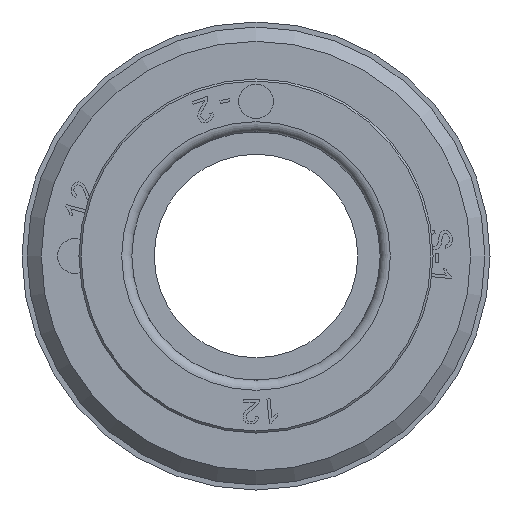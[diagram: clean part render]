
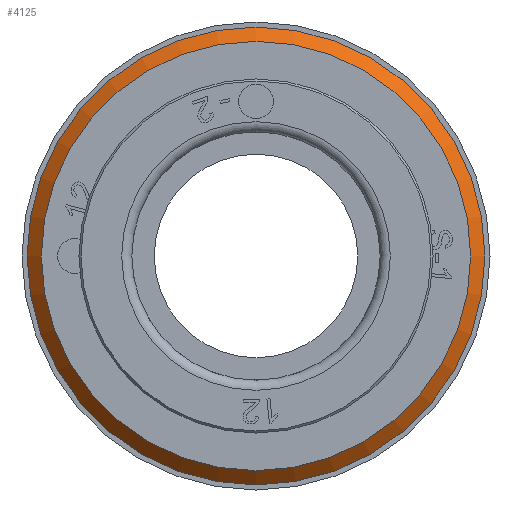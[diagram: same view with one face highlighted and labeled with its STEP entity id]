
A CAD part, left-side view. The second image highlights one B-rep face of the part: STEP entity #4125.
In plain terms, the highlighted conical face has half-angle 45 degrees and reference radius 10.9 mm.
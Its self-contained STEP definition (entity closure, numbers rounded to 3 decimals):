
#24=CONICAL_SURFACE('',#4377,10.9,45.);
#1108=FACE_BOUND('',#1529,.T.);
#1251=FACE_OUTER_BOUND('',#1528,.T.);
#1528=EDGE_LOOP('',(#3187));
#1529=EDGE_LOOP('',(#3188));
#1823=CIRCLE('',#4375,10.55);
#1824=CIRCLE('',#4378,11.25);
#1995=VERTEX_POINT('',#6138);
#1996=VERTEX_POINT('',#6142);
#2456=EDGE_CURVE('',#1995,#1995,#1823,.T.);
#2457=EDGE_CURVE('',#1996,#1996,#1824,.T.);
#3187=ORIENTED_EDGE('',*,*,#2456,.T.);
#3188=ORIENTED_EDGE('',*,*,#2457,.T.);
#4125=ADVANCED_FACE('',(#1251,#1108),#24,.T.);
#4375=AXIS2_PLACEMENT_3D('',#6139,#4752,#4753);
#4377=AXIS2_PLACEMENT_3D('',#6141,#4756,#4757);
#4378=AXIS2_PLACEMENT_3D('',#6143,#4758,#4759);
#4752=DIRECTION('center_axis',(1.,0.,0.));
#4753=DIRECTION('ref_axis',(0.,-1.,0.));
#4756=DIRECTION('center_axis',(1.,0.,0.));
#4757=DIRECTION('ref_axis',(0.,-1.,0.));
#4758=DIRECTION('center_axis',(-1.,0.,0.));
#4759=DIRECTION('ref_axis',(0.,-1.,0.));
#6138=CARTESIAN_POINT('',(-8.,10.55,0.));
#6139=CARTESIAN_POINT('Origin',(-8.,0.,0.));
#6141=CARTESIAN_POINT('Origin',(-7.65,0.,0.));
#6142=CARTESIAN_POINT('',(-7.3,11.25,0.));
#6143=CARTESIAN_POINT('Origin',(-7.3,0.,0.));
